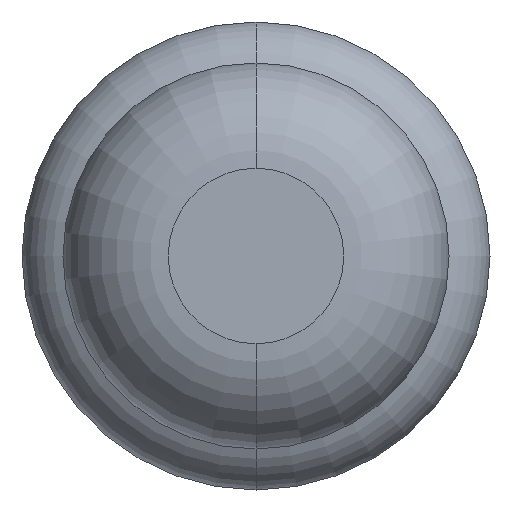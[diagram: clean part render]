
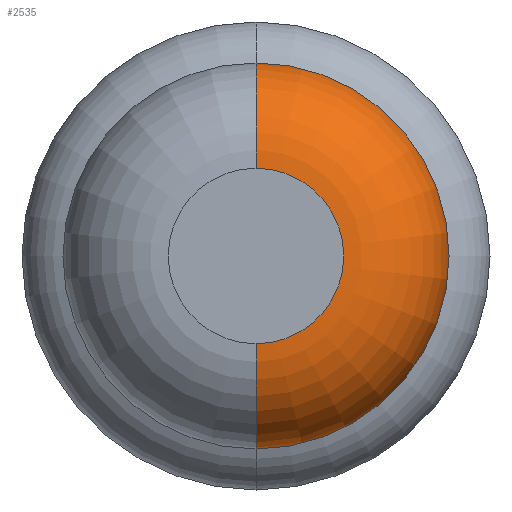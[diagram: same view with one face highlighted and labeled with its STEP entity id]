
A CAD part, front view. The second image highlights one B-rep face of the part: STEP entity #2535.
In plain terms, the highlighted toroidal (fillet/blend) face has major radius 0.375 mm and minor radius 0.45 mm.
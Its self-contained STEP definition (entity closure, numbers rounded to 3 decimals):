
#19 = DIRECTION ( 'NONE',  ( 0., 1., 0. ) ) ;
#33 = ORIENTED_EDGE ( 'NONE', *, *, #485, .F. ) ;
#407 = DIRECTION ( 'NONE',  ( 0., 0., 1. ) ) ;
#425 = CARTESIAN_POINT ( 'NONE',  ( 0., -23.55, 0.375 ) ) ;
#485 = EDGE_CURVE ( 'Defeature ausgef�hrt1_7+Defeature ausgef�hrt1_6+Defeature ausgef�hrt1_6+Defeature ausgef�hrt1_6', #4441, #3705, #1197, .T. ) ;
#531 = ORIENTED_EDGE ( 'NONE', *, *, #751, .T. ) ;
#542 = CARTESIAN_POINT ( 'NONE',  ( 0., -23.55, -0.825 ) ) ;
#557 = FACE_OUTER_BOUND ( 'NONE', #3480, .T. ) ;
#561 = CARTESIAN_POINT ( 'NONE',  ( 0., -23.55, -0.375 ) ) ;
#591 = AXIS2_PLACEMENT_3D ( 'NONE', #425, #3490, #1826 ) ;
#694 = DIRECTION ( 'NONE',  ( 0., 1., 0. ) ) ;
#746 = EDGE_CURVE ( 'NONE', #3062, #4441, #2889, .T. ) ;
#751 = EDGE_CURVE ( 'Defeature ausgef�hrt1_6+Defeature ausgef�hrt1_5+Defeature ausgef�hrt1_5+Defeature ausgef�hrt1_5', #3062, #2026, #990, .T. ) ;
#813 = CARTESIAN_POINT ( 'NONE',  ( 0., -23.55, 0.825 ) ) ;
#909 = DIRECTION ( 'NONE',  ( 0., 0., 1. ) ) ;
#990 = CIRCLE ( 'NONE', #4428, 0.375 ) ;
#1098 = CIRCLE ( 'NONE', #1264, 0.45 ) ;
#1197 = CIRCLE ( 'NONE', #1442, 0.825 ) ;
#1205 = CARTESIAN_POINT ( 'NONE',  ( 0., -24., 0.375 ) ) ;
#1264 = AXIS2_PLACEMENT_3D ( 'NONE', #561, #2934, #4315 ) ;
#1341 = DIRECTION ( 'NONE',  ( 0., 0., 1. ) ) ;
#1442 = AXIS2_PLACEMENT_3D ( 'NONE', #2711, #694, #1341 ) ;
#1525 = EDGE_CURVE ( 'NONE', #2026, #3705, #1098, .T. ) ;
#1826 = DIRECTION ( 'NONE',  ( 0., 0., 1. ) ) ;
#1827 = AXIS2_PLACEMENT_3D ( 'NONE', #3887, #1850, #909 ) ;
#1850 = DIRECTION ( 'NONE',  ( 0., 1., 0. ) ) ;
#2026 = VERTEX_POINT ( 'NONE', #4409 ) ;
#2161 = CARTESIAN_POINT ( 'NONE',  ( 0., -24., 0. ) ) ;
#2535 = ADVANCED_FACE ( 'Defeature ausgef�hrt1_6', ( #557 ), #3484, .T. ) ;
#2711 = CARTESIAN_POINT ( 'NONE',  ( 0., -23.55, 0. ) ) ;
#2889 = CIRCLE ( 'NONE', #591, 0.45 ) ;
#2934 = DIRECTION ( 'NONE',  ( 1., 0., 0. ) ) ;
#3062 = VERTEX_POINT ( 'NONE', #1205 ) ;
#3367 = ORIENTED_EDGE ( 'NONE', *, *, #1525, .T. ) ;
#3480 = EDGE_LOOP ( 'NONE', ( #531, #3367, #33, #3833 ) ) ;
#3484 = TOROIDAL_SURFACE ( 'NONE', #1827, 0.375, 0.45 ) ;
#3490 = DIRECTION ( 'NONE',  ( -1., 0., 0. ) ) ;
#3705 = VERTEX_POINT ( 'NONE', #542 ) ;
#3833 = ORIENTED_EDGE ( 'NONE', *, *, #746, .F. ) ;
#3887 = CARTESIAN_POINT ( 'NONE',  ( 0., -23.55, 0. ) ) ;
#4315 = DIRECTION ( 'NONE',  ( 0., 0., -1. ) ) ;
#4409 = CARTESIAN_POINT ( 'NONE',  ( 0., -24., -0.375 ) ) ;
#4428 = AXIS2_PLACEMENT_3D ( 'NONE', #2161, #19, #407 ) ;
#4441 = VERTEX_POINT ( 'NONE', #813 ) ;
